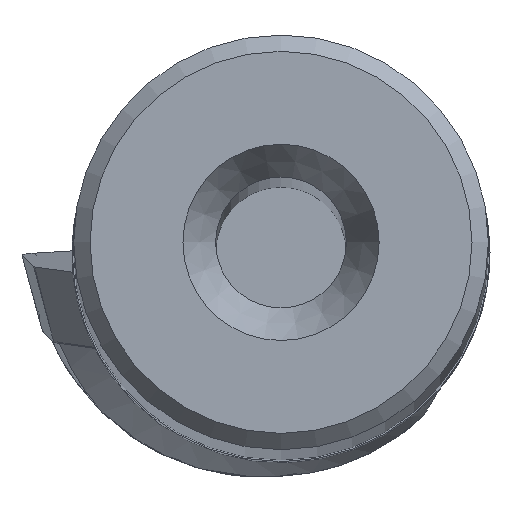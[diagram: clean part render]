
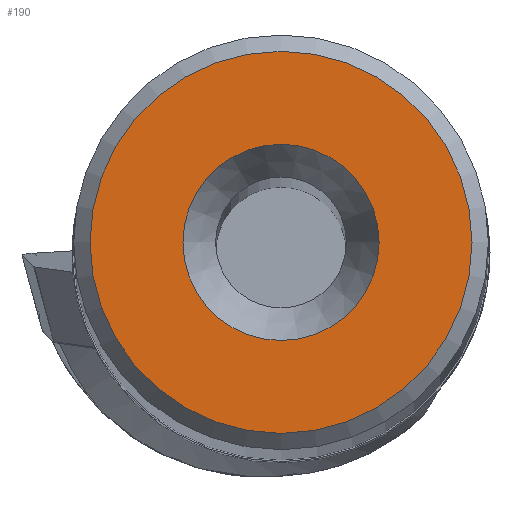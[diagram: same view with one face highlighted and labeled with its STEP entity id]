
A CAD part, top view. The second image highlights one B-rep face of the part: STEP entity #190.
In plain terms, the highlighted planar face has unit normal (0, 0, 1).
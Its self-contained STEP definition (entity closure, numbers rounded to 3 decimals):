
#190=ADVANCED_FACE('',(#245,#246),#221,.T.);
#221=PLANE('',#975);
#245=FACE_BOUND('',#295,.T.);
#246=FACE_BOUND('',#296,.T.);
#295=EDGE_LOOP('',(#489));
#296=EDGE_LOOP('',(#490));
#336=CIRCLE('',#973,3.);
#337=CIRCLE('',#974,5.843);
#489=ORIENTED_EDGE('',*,*,#711,.F.);
#490=ORIENTED_EDGE('',*,*,#712,.T.);
#614=VERTEX_POINT('',#1589);
#615=VERTEX_POINT('',#1591);
#711=EDGE_CURVE('',#614,#614,#336,.T.);
#712=EDGE_CURVE('',#615,#615,#337,.T.);
#973=AXIS2_PLACEMENT_3D('',#1588,#1180,#1181);
#974=AXIS2_PLACEMENT_3D('',#1590,#1182,#1183);
#975=AXIS2_PLACEMENT_3D('',#1592,#1184,#1185);
#1180=DIRECTION('',(0.,0.,1.));
#1181=DIRECTION('',(1.,0.,0.));
#1182=DIRECTION('',(0.,0.,1.));
#1183=DIRECTION('',(1.,0.,0.));
#1184=DIRECTION('',(0.,0.,1.));
#1185=DIRECTION('',(1.,0.,0.));
#1588=CARTESIAN_POINT('',(0.,0.,0.));
#1589=CARTESIAN_POINT('',(3.,0.,0.));
#1590=CARTESIAN_POINT('',(0.,0.,0.));
#1591=CARTESIAN_POINT('',(5.843,0.,0.));
#1592=CARTESIAN_POINT('',(0.,0.,0.));
